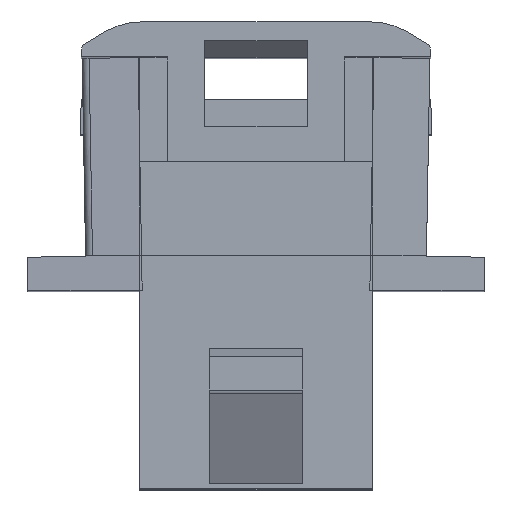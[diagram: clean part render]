
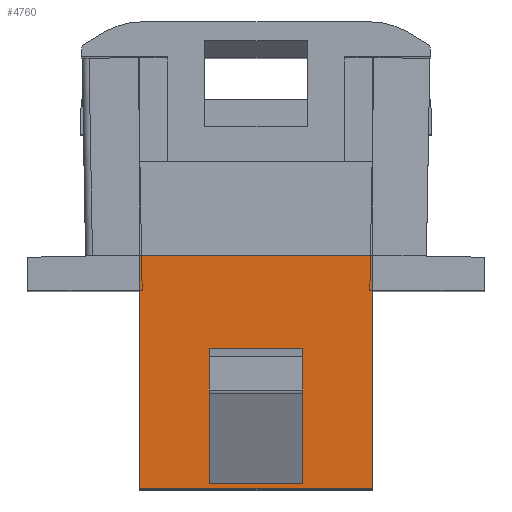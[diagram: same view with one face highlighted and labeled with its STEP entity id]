
A CAD part, top view. The second image highlights one B-rep face of the part: STEP entity #4760.
In plain terms, the highlighted planar face has unit normal (0, 0, 1).
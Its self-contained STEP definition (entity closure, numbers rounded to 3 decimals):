
#90 = DIRECTION ( 'NONE',  ( 1., 0., 0. ) ) ;
#112 = LINE ( 'NONE', #2619, #3038 ) ;
#121 = DIRECTION ( 'NONE',  ( 0., 0., 1. ) ) ;
#140 = EDGE_CURVE ( 'NONE', #3030, #645, #2864, .T. ) ;
#165 = FACE_OUTER_BOUND ( 'NONE', #2445, .T. ) ;
#299 = EDGE_CURVE ( 'NONE', #3030, #1559, #2034, .T. ) ;
#456 = LINE ( 'NONE', #1496, #4520 ) ;
#459 = DIRECTION ( 'NONE',  ( 0., 1., 0. ) ) ;
#487 = CARTESIAN_POINT ( 'NONE',  ( 0., 0., 20.1 ) ) ;
#555 = DIRECTION ( 'NONE',  ( 1., 0., 0. ) ) ;
#576 = LINE ( 'NONE', #2072, #3489 ) ;
#627 = AXIS2_PLACEMENT_3D ( 'NONE', #487, #121, #2784 ) ;
#645 = VERTEX_POINT ( 'NONE', #4057 ) ;
#647 = CARTESIAN_POINT ( 'NONE',  ( 2., -5.793, 20.1 ) ) ;
#684 = EDGE_CURVE ( 'NONE', #2453, #2795, #112, .T. ) ;
#802 = LINE ( 'NONE', #3619, #1705 ) ;
#844 = ORIENTED_EDGE ( 'NONE', *, *, #299, .T. ) ;
#1020 = EDGE_LOOP ( 'NONE', ( #4646, #3008, #4370, #3663 ) ) ;
#1109 = CARTESIAN_POINT ( 'NONE',  ( -2., -5.793, 20.1 ) ) ;
#1136 = VECTOR ( 'NONE', #555, 1000. ) ;
#1173 = CARTESIAN_POINT ( 'NONE',  ( -5., -6., 20.1 ) ) ;
#1235 = CARTESIAN_POINT ( 'NONE',  ( 2., -0.018, 20.1 ) ) ;
#1279 = CARTESIAN_POINT ( 'NONE',  ( -2., 0., 20.1 ) ) ;
#1308 = FACE_BOUND ( 'NONE', #1020, .T. ) ;
#1343 = VERTEX_POINT ( 'NONE', #1109 ) ;
#1373 = EDGE_CURVE ( 'NONE', #2795, #1343, #456, .T. ) ;
#1496 = CARTESIAN_POINT ( 'NONE',  ( 0., -5.793, 20.1 ) ) ;
#1559 = VERTEX_POINT ( 'NONE', #1750 ) ;
#1635 = CARTESIAN_POINT ( 'NONE',  ( -2., -0.018, 20.1 ) ) ;
#1649 = VECTOR ( 'NONE', #90, 1000. ) ;
#1658 = DIRECTION ( 'NONE',  ( 0., -1., 0. ) ) ;
#1705 = VECTOR ( 'NONE', #2111, 1000. ) ;
#1750 = CARTESIAN_POINT ( 'NONE',  ( 5., -6., 20.1 ) ) ;
#1911 = DIRECTION ( 'NONE',  ( -1., 0., 0. ) ) ;
#1938 = ORIENTED_EDGE ( 'NONE', *, *, #2149, .T. ) ;
#2034 = LINE ( 'NONE', #4804, #1136 ) ;
#2072 = CARTESIAN_POINT ( 'NONE',  ( 5., 0., 20.1 ) ) ;
#2111 = DIRECTION ( 'NONE',  ( -1., 0., 0. ) ) ;
#2149 = EDGE_CURVE ( 'NONE', #1559, #3045, #576, .T. ) ;
#2287 = DIRECTION ( 'NONE',  ( 0., -1., 0. ) ) ;
#2301 = CARTESIAN_POINT ( 'NONE',  ( 5., 4., 20.1 ) ) ;
#2367 = CARTESIAN_POINT ( 'NONE',  ( 0., 4., 20.1 ) ) ;
#2404 = PLANE ( 'NONE',  #627 ) ;
#2445 = EDGE_LOOP ( 'NONE', ( #1938, #3654, #3817, #844 ) ) ;
#2453 = VERTEX_POINT ( 'NONE', #1235 ) ;
#2619 = CARTESIAN_POINT ( 'NONE',  ( 2., 0., 20.1 ) ) ;
#2784 = DIRECTION ( 'NONE',  ( 1., 0., 0. ) ) ;
#2795 = VERTEX_POINT ( 'NONE', #647 ) ;
#2864 = LINE ( 'NONE', #4618, #4783 ) ;
#2865 = DIRECTION ( 'NONE',  ( 0., 1., 0. ) ) ;
#2926 = LINE ( 'NONE', #1279, #4845 ) ;
#3008 = ORIENTED_EDGE ( 'NONE', *, *, #3839, .F. ) ;
#3030 = VERTEX_POINT ( 'NONE', #1173 ) ;
#3038 = VECTOR ( 'NONE', #2287, 1000. ) ;
#3045 = VERTEX_POINT ( 'NONE', #2301 ) ;
#3134 = EDGE_CURVE ( 'NONE', #645, #3045, #4563, .T. ) ;
#3304 = EDGE_CURVE ( 'NONE', #2453, #4713, #802, .T. ) ;
#3489 = VECTOR ( 'NONE', #2865, 1000. ) ;
#3619 = CARTESIAN_POINT ( 'NONE',  ( 2., -0.018, 20.1 ) ) ;
#3654 = ORIENTED_EDGE ( 'NONE', *, *, #3134, .F. ) ;
#3663 = ORIENTED_EDGE ( 'NONE', *, *, #684, .T. ) ;
#3817 = ORIENTED_EDGE ( 'NONE', *, *, #140, .F. ) ;
#3839 = EDGE_CURVE ( 'NONE', #4713, #1343, #2926, .T. ) ;
#4057 = CARTESIAN_POINT ( 'NONE',  ( -5., 4., 20.1 ) ) ;
#4370 = ORIENTED_EDGE ( 'NONE', *, *, #3304, .F. ) ;
#4520 = VECTOR ( 'NONE', #1911, 1000. ) ;
#4563 = LINE ( 'NONE', #2367, #1649 ) ;
#4618 = CARTESIAN_POINT ( 'NONE',  ( -5., 0., 20.1 ) ) ;
#4646 = ORIENTED_EDGE ( 'NONE', *, *, #1373, .T. ) ;
#4713 = VERTEX_POINT ( 'NONE', #1635 ) ;
#4760 = ADVANCED_FACE ( 'NONE', ( #1308, #165 ), #2404, .T. ) ;
#4783 = VECTOR ( 'NONE', #459, 1000. ) ;
#4804 = CARTESIAN_POINT ( 'NONE',  ( 5., -6., 20.1 ) ) ;
#4845 = VECTOR ( 'NONE', #1658, 1000. ) ;
